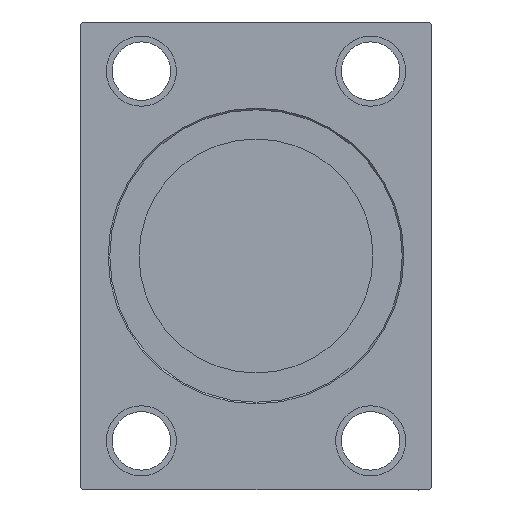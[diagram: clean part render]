
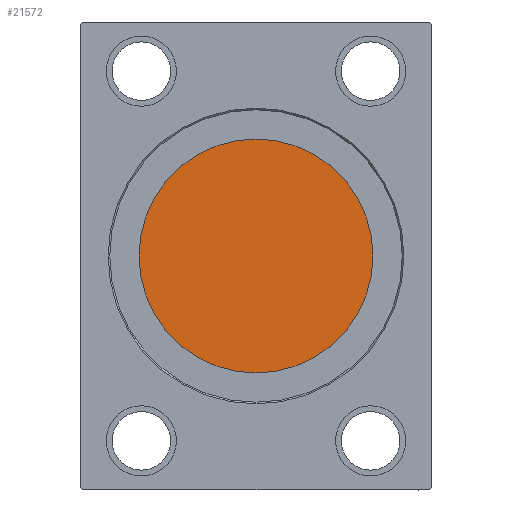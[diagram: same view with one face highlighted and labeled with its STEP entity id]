
A CAD part, left-side view. The second image highlights one B-rep face of the part: STEP entity #21572.
In plain terms, the highlighted planar face has unit normal (-1, 0, 0).
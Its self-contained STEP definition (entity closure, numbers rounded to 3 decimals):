
#1660 = CARTESIAN_POINT ( 'NONE',  ( 292., 0., 0. ) ) ;
#2819 = EDGE_CURVE ( 'NONE', #36885, #31806, #16011, .T. ) ;
#2903 = DIRECTION ( 'NONE',  ( -1., 0., 0. ) ) ;
#3237 = DIRECTION ( 'NONE',  ( 0., 0., 1. ) ) ;
#3392 = CIRCLE ( 'NONE', #28044, 50. ) ;
#5825 = DIRECTION ( 'NONE',  ( -1., 0., 0. ) ) ;
#8640 = EDGE_LOOP ( 'NONE', ( #13272, #36135 ) ) ;
#13272 = ORIENTED_EDGE ( 'NONE', *, *, #2819, .T. ) ;
#15638 = AXIS2_PLACEMENT_3D ( 'NONE', #32242, #2903, #38861 ) ;
#16011 = CIRCLE ( 'NONE', #21496, 50. ) ;
#18124 = DIRECTION ( 'NONE',  ( 0., 0., 1. ) ) ;
#21496 = AXIS2_PLACEMENT_3D ( 'NONE', #38361, #5825, #3237 ) ;
#21572 = ADVANCED_FACE ( 'NONE', ( #38652 ), #25811, .T. ) ;
#23255 = EDGE_CURVE ( 'NONE', #31806, #36885, #3392, .T. ) ;
#24566 = DIRECTION ( 'NONE',  ( -1., 0., 0. ) ) ;
#25811 = PLANE ( 'NONE',  #15638 ) ;
#28044 = AXIS2_PLACEMENT_3D ( 'NONE', #1660, #24566, #18124 ) ;
#31806 = VERTEX_POINT ( 'NONE', #37422 ) ;
#32242 = CARTESIAN_POINT ( 'NONE',  ( 292., 0., 0. ) ) ;
#36135 = ORIENTED_EDGE ( 'NONE', *, *, #23255, .T. ) ;
#36885 = VERTEX_POINT ( 'NONE', #42171 ) ;
#37422 = CARTESIAN_POINT ( 'NONE',  ( 292., 0., -50. ) ) ;
#38361 = CARTESIAN_POINT ( 'NONE',  ( 292., 0., 0. ) ) ;
#38652 = FACE_OUTER_BOUND ( 'NONE', #8640, .T. ) ;
#38861 = DIRECTION ( 'NONE',  ( 0., 0., 1. ) ) ;
#42171 = CARTESIAN_POINT ( 'NONE',  ( 292., 0., 50. ) ) ;
